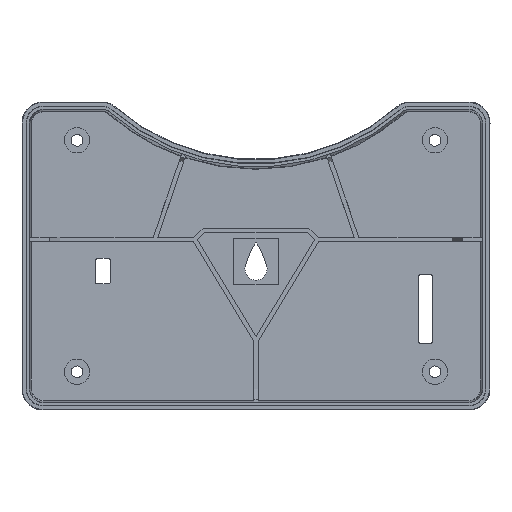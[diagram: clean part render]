
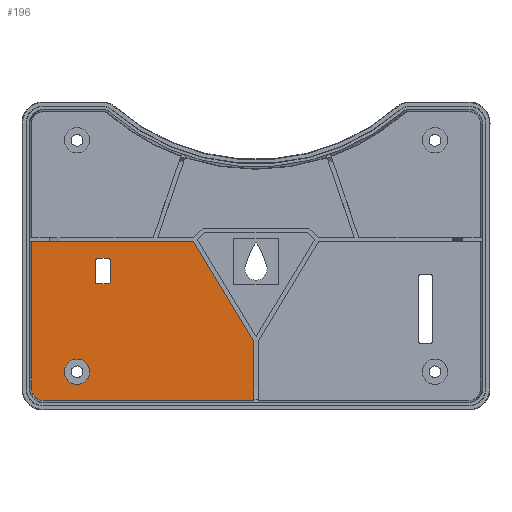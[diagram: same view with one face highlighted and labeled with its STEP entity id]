
A CAD part, top view. The second image highlights one B-rep face of the part: STEP entity #196.
In plain terms, the highlighted planar face has unit normal (0, 0, 1).
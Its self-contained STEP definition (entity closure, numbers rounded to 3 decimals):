
#43=VECTOR('Line Direction',#42,1.) ;
#58=VECTOR('Line Direction',#57,1.) ;
#81=VECTOR('Line Direction',#80,1.) ;
#94=VECTOR('Line Direction',#93,1.) ;
#112=VECTOR('Line Direction',#111,1.) ;
#128=VECTOR('Line Direction',#127,1.) ;
#144=VECTOR('Line Direction',#143,1.) ;
#37=DIRECTION('Axis2P3D Direction',(0.,0.,-1.)) ;
#38=DIRECTION('Axis2P3D XDirection',(1.,0.,0.)) ;
#42=DIRECTION('Vector Direction',(0.,-1.,0.)) ;
#57=DIRECTION('Vector Direction',(1.,0.,0.)) ;
#80=DIRECTION('Vector Direction',(1.,0.,0.)) ;
#93=DIRECTION('Vector Direction',(1.,0.,0.)) ;
#111=DIRECTION('Vector Direction',(0.,-1.,0.)) ;
#127=DIRECTION('Vector Direction',(1.,0.,0.)) ;
#143=DIRECTION('Vector Direction',(0.,-1.,0.)) ;
#36=CARTESIAN_POINT('Axis2P3D Location',(0.,0.,-9.514)) ;
#41=CARTESIAN_POINT('Line Origine',(-0.5,-6.068,-9.514)) ;
#45=CARTESIAN_POINT('Vertex',(-0.5,-26.346,-9.514)) ;
#47=CARTESIAN_POINT('Vertex',(-0.5,-40.317,-9.514)) ;
#51=CARTESIAN_POINT('Control Point',(-14.881,-2.595,-9.514)) ;
#52=CARTESIAN_POINT('Control Point',(-0.5,-26.346,-9.514)) ;
#53=CARTESIAN_POINT('Vertex',(-14.881,-2.595,-9.514)) ;
#56=CARTESIAN_POINT('Line Origine',(0.,-2.595,-9.514)) ;
#60=CARTESIAN_POINT('Vertex',(-53.25,-2.595,-9.514)) ;
#64=CARTESIAN_POINT('Control Point',(-53.25,-2.595,-9.514)) ;
#65=CARTESIAN_POINT('Control Point',(-53.25,-37.647,-9.514)) ;
#66=CARTESIAN_POINT('Vertex',(-53.25,-37.647,-9.514)) ;
#70=CARTESIAN_POINT('Control Point',(-50.579,-40.317,-9.514)) ;
#71=CARTESIAN_POINT('Control Point',(-51.419,-40.317,-9.514)) ;
#72=CARTESIAN_POINT('Control Point',(-52.26,-39.988,-9.514)) ;
#73=CARTESIAN_POINT('Control Point',(-52.921,-39.326,-9.514)) ;
#74=CARTESIAN_POINT('Control Point',(-53.25,-38.487,-9.514)) ;
#75=CARTESIAN_POINT('Control Point',(-53.25,-37.647,-9.514)) ;
#76=CARTESIAN_POINT('Vertex',(-50.579,-40.317,-9.514)) ;
#79=CARTESIAN_POINT('Line Origine',(0.,-40.317,-9.514)) ;
#92=CARTESIAN_POINT('Line Origine',(0.,-12.698,-9.514)) ;
#96=CARTESIAN_POINT('Vertex',(-37.61,-12.698,-9.514)) ;
#98=CARTESIAN_POINT('Vertex',(-35.07,-12.698,-9.514)) ;
#102=CARTESIAN_POINT('Control Point',(-37.61,-12.698,-9.514)) ;
#103=CARTESIAN_POINT('Control Point',(-37.806,-12.698,-9.514)) ;
#104=CARTESIAN_POINT('Control Point',(-38.005,-12.593,-9.514)) ;
#105=CARTESIAN_POINT('Control Point',(-38.11,-12.394,-9.514)) ;
#106=CARTESIAN_POINT('Control Point',(-38.11,-12.198,-9.514)) ;
#107=CARTESIAN_POINT('Vertex',(-38.11,-12.198,-9.514)) ;
#110=CARTESIAN_POINT('Line Origine',(-38.11,-6.068,-9.514)) ;
#114=CARTESIAN_POINT('Vertex',(-38.11,-7.118,-9.514)) ;
#118=CARTESIAN_POINT('Control Point',(-38.11,-7.118,-9.514)) ;
#119=CARTESIAN_POINT('Control Point',(-38.11,-6.921,-9.514)) ;
#120=CARTESIAN_POINT('Control Point',(-38.005,-6.722,-9.514)) ;
#121=CARTESIAN_POINT('Control Point',(-37.806,-6.618,-9.514)) ;
#122=CARTESIAN_POINT('Control Point',(-37.61,-6.618,-9.514)) ;
#123=CARTESIAN_POINT('Vertex',(-37.61,-6.618,-9.514)) ;
#126=CARTESIAN_POINT('Line Origine',(0.,-6.618,-9.514)) ;
#130=CARTESIAN_POINT('Vertex',(-35.07,-6.618,-9.514)) ;
#134=CARTESIAN_POINT('Control Point',(-35.07,-6.618,-9.514)) ;
#135=CARTESIAN_POINT('Control Point',(-34.874,-6.618,-9.514)) ;
#136=CARTESIAN_POINT('Control Point',(-34.675,-6.722,-9.514)) ;
#137=CARTESIAN_POINT('Control Point',(-34.57,-6.921,-9.514)) ;
#138=CARTESIAN_POINT('Control Point',(-34.57,-7.118,-9.514)) ;
#139=CARTESIAN_POINT('Vertex',(-34.57,-7.118,-9.514)) ;
#142=CARTESIAN_POINT('Line Origine',(-34.57,-6.068,-9.514)) ;
#146=CARTESIAN_POINT('Vertex',(-34.57,-12.198,-9.514)) ;
#150=CARTESIAN_POINT('Control Point',(-34.57,-12.198,-9.514)) ;
#151=CARTESIAN_POINT('Control Point',(-34.57,-12.394,-9.514)) ;
#152=CARTESIAN_POINT('Control Point',(-34.675,-12.593,-9.514)) ;
#153=CARTESIAN_POINT('Control Point',(-34.874,-12.698,-9.514)) ;
#154=CARTESIAN_POINT('Control Point',(-35.07,-12.698,-9.514)) ;
#167=CARTESIAN_POINT('Control Point',(-45.5,-33.568,-9.514)) ;
#168=CARTESIAN_POINT('Control Point',(-45.5,-32.625,-9.514)) ;
#169=CARTESIAN_POINT('Control Point',(-45.13,-31.683,-9.514)) ;
#170=CARTESIAN_POINT('Control Point',(-44.385,-30.938,-9.514)) ;
#171=CARTESIAN_POINT('Control Point',(-42.5,-30.197,-9.514)) ;
#172=CARTESIAN_POINT('Control Point',(-40.615,-30.938,-9.514)) ;
#173=CARTESIAN_POINT('Control Point',(-39.87,-31.683,-9.514)) ;
#174=CARTESIAN_POINT('Control Point',(-39.5,-32.625,-9.514)) ;
#175=CARTESIAN_POINT('Control Point',(-39.5,-33.568,-9.514)) ;
#176=CARTESIAN_POINT('Vertex',(-39.5,-33.568,-9.514)) ;
#178=CARTESIAN_POINT('Vertex',(-45.5,-33.568,-9.514)) ;
#182=CARTESIAN_POINT('Control Point',(-39.5,-33.568,-9.514)) ;
#183=CARTESIAN_POINT('Control Point',(-39.5,-34.51,-9.514)) ;
#184=CARTESIAN_POINT('Control Point',(-39.87,-35.452,-9.514)) ;
#185=CARTESIAN_POINT('Control Point',(-40.615,-36.197,-9.514)) ;
#186=CARTESIAN_POINT('Control Point',(-42.5,-36.938,-9.514)) ;
#187=CARTESIAN_POINT('Control Point',(-44.385,-36.197,-9.514)) ;
#188=CARTESIAN_POINT('Control Point',(-45.13,-35.452,-9.514)) ;
#189=CARTESIAN_POINT('Control Point',(-45.5,-34.51,-9.514)) ;
#190=CARTESIAN_POINT('Control Point',(-45.5,-33.568,-9.514)) ;
#39=AXIS2_PLACEMENT_3D('Plane Axis2P3D',#36,#37,#38) ;
#165=FACE_BOUND('',#156,.T.) ;
#195=FACE_BOUND('',#192,.T.) ;
#49=EDGE_CURVE('',#46,#48,#44,.T.) ;
#55=EDGE_CURVE('',#54,#46,#50,.T.) ;
#62=EDGE_CURVE('',#61,#54,#59,.T.) ;
#68=EDGE_CURVE('',#61,#67,#63,.T.) ;
#78=EDGE_CURVE('',#77,#67,#69,.T.) ;
#83=EDGE_CURVE('',#77,#48,#82,.T.) ;
#100=EDGE_CURVE('',#97,#99,#95,.T.) ;
#109=EDGE_CURVE('',#97,#108,#101,.T.) ;
#116=EDGE_CURVE('',#108,#115,#113,.F.) ;
#125=EDGE_CURVE('',#115,#124,#117,.T.) ;
#132=EDGE_CURVE('',#131,#124,#129,.F.) ;
#141=EDGE_CURVE('',#131,#140,#133,.T.) ;
#148=EDGE_CURVE('',#140,#147,#145,.T.) ;
#155=EDGE_CURVE('',#147,#99,#149,.T.) ;
#180=EDGE_CURVE('',#177,#179,#166,.F.) ;
#191=EDGE_CURVE('',#177,#179,#181,.T.) ;
#40=PLANE('Plane',#39) ;
#85=ORIENTED_EDGE('',*,*,#49,.F.) ;
#86=ORIENTED_EDGE('',*,*,#55,.F.) ;
#87=ORIENTED_EDGE('',*,*,#62,.F.) ;
#88=ORIENTED_EDGE('',*,*,#68,.T.) ;
#89=ORIENTED_EDGE('',*,*,#78,.F.) ;
#90=ORIENTED_EDGE('',*,*,#83,.T.) ;
#157=ORIENTED_EDGE('',*,*,#100,.F.) ;
#158=ORIENTED_EDGE('',*,*,#109,.T.) ;
#159=ORIENTED_EDGE('',*,*,#116,.T.) ;
#160=ORIENTED_EDGE('',*,*,#125,.T.) ;
#161=ORIENTED_EDGE('',*,*,#132,.F.) ;
#162=ORIENTED_EDGE('',*,*,#141,.T.) ;
#163=ORIENTED_EDGE('',*,*,#148,.T.) ;
#164=ORIENTED_EDGE('',*,*,#155,.T.) ;
#193=ORIENTED_EDGE('',*,*,#180,.F.) ;
#194=ORIENTED_EDGE('',*,*,#191,.T.) ;
#44=LINE('Line',#41,#43) ;
#59=LINE('Line',#56,#58) ;
#82=LINE('Line',#79,#81) ;
#95=LINE('Line',#92,#94) ;
#113=LINE('Line',#110,#112) ;
#129=LINE('Line',#126,#128) ;
#145=LINE('Line',#142,#144) ;
#196=ADVANCED_FACE('BOTTOM COVER',(#91,#165,#195),#40,.F.) ;
#46=VERTEX_POINT('',#45) ;
#48=VERTEX_POINT('',#47) ;
#54=VERTEX_POINT('',#53) ;
#61=VERTEX_POINT('',#60) ;
#67=VERTEX_POINT('',#66) ;
#77=VERTEX_POINT('',#76) ;
#97=VERTEX_POINT('',#96) ;
#99=VERTEX_POINT('',#98) ;
#108=VERTEX_POINT('',#107) ;
#115=VERTEX_POINT('',#114) ;
#124=VERTEX_POINT('',#123) ;
#131=VERTEX_POINT('',#130) ;
#140=VERTEX_POINT('',#139) ;
#147=VERTEX_POINT('',#146) ;
#177=VERTEX_POINT('',#176) ;
#179=VERTEX_POINT('',#178) ;
#50=B_SPLINE_CURVE_WITH_KNOTS('',1,(#51,#52),.UNSPECIFIED.,.F.,.U.,(2,2),(-13.883,13.883),.UNSPECIFIED.) ;
#63=B_SPLINE_CURVE_WITH_KNOTS('',1,(#64,#65),.UNSPECIFIED.,.F.,.U.,(2,2),(-3.473,31.579),.UNSPECIFIED.) ;
#69=B_SPLINE_CURVE_WITH_KNOTS('',5,(#70,#71,#72,#73,#74,#75),.UNSPECIFIED.,.F.,.U.,(6,6),(4.751,16.627),.UNSPECIFIED.) ;
#101=B_SPLINE_CURVE_WITH_KNOTS('',4,(#102,#103,#104,#105,#106),.UNSPECIFIED.,.F.,.U.,(5,5),(0.785,1.571),.UNSPECIFIED.) ;
#117=B_SPLINE_CURVE_WITH_KNOTS('',4,(#118,#119,#120,#121,#122),.UNSPECIFIED.,.F.,.U.,(5,5),(1.571,2.356),.UNSPECIFIED.) ;
#133=B_SPLINE_CURVE_WITH_KNOTS('',4,(#134,#135,#136,#137,#138),.UNSPECIFIED.,.F.,.U.,(5,5),(2.356,3.142),.UNSPECIFIED.) ;
#149=B_SPLINE_CURVE_WITH_KNOTS('',4,(#150,#151,#152,#153,#154),.UNSPECIFIED.,.F.,.U.,(5,5),(3.142,3.927),.UNSPECIFIED.) ;
#166=B_SPLINE_CURVE_WITH_KNOTS('',5,(#167,#168,#169,#170,#171,#172,#173,#174,#175),.UNSPECIFIED.,.F.,.U.,(6,3,6),(9.425,14.137,18.85),.UNSPECIFIED.) ;
#181=B_SPLINE_CURVE_WITH_KNOTS('',5,(#182,#183,#184,#185,#186,#187,#188,#189,#190),.UNSPECIFIED.,.F.,.U.,(6,3,6),(0.,4.712,9.425),.UNSPECIFIED.) ;
#84=EDGE_LOOP('',(#85,#86,#87,#88,#89,#90)) ;
#156=EDGE_LOOP('',(#157,#158,#159,#160,#161,#162,#163,#164)) ;
#192=EDGE_LOOP('',(#193,#194)) ;
#91=FACE_OUTER_BOUND('',#84,.T.) ;
